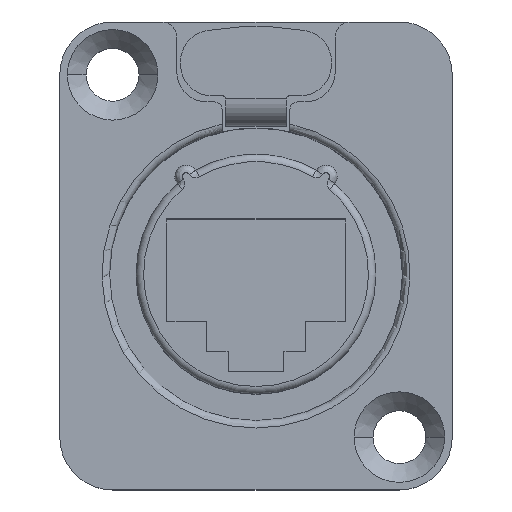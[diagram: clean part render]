
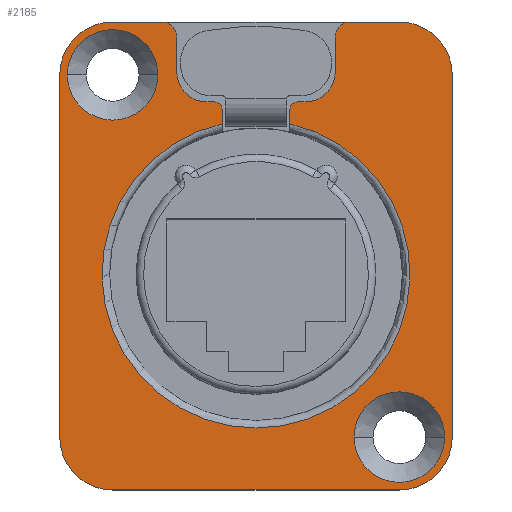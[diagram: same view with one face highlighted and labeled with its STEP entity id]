
A CAD part, top view. The second image highlights one B-rep face of the part: STEP entity #2185.
In plain terms, the highlighted planar face has unit normal (0, 0, 1).
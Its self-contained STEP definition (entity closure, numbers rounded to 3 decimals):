
#423=CARTESIAN_POINT('',(-9.5,12.,2.9));
#424=DIRECTION('',(0.,0.,1.));
#425=DIRECTION('',(1.,0.,0.));
#426=AXIS2_PLACEMENT_3D('',#423,#424,#425);
#428=CARTESIAN_POINT('',(-9.5,12.,2.9));
#429=DIRECTION('',(0.,0.,1.));
#430=DIRECTION('',(-1.,0.,0.));
#431=AXIS2_PLACEMENT_3D('',#428,#429,#430);
#433=CARTESIAN_POINT('',(9.5,-12.,2.9));
#434=DIRECTION('',(0.,0.,1.));
#435=DIRECTION('',(1.,0.,0.));
#436=AXIS2_PLACEMENT_3D('',#433,#434,#435);
#438=CARTESIAN_POINT('',(9.5,-12.,2.9));
#439=DIRECTION('',(0.,0.,1.));
#440=DIRECTION('',(-1.,0.,0.));
#441=AXIS2_PLACEMENT_3D('',#438,#439,#440);
#443=DIRECTION('',(0.,1.,0.));
#444=VECTOR('',#443,0.951);
#445=CARTESIAN_POINT('',(2.25,8.749,2.9));
#446=LINE('',#445,#444);
#447=CARTESIAN_POINT('',(2.75,9.7,2.9));
#448=DIRECTION('',(0.,0.,1.));
#449=DIRECTION('',(0.,1.,0.));
#450=AXIS2_PLACEMENT_3D('',#447,#448,#449);
#452=DIRECTION('',(1.,0.,0.));
#453=VECTOR('',#452,0.5);
#454=CARTESIAN_POINT('',(2.75,10.2,2.9));
#455=LINE('',#454,#453);
#456=CARTESIAN_POINT('',(3.25,12.2,2.9));
#457=DIRECTION('',(0.,0.,1.));
#458=DIRECTION('',(0.,-1.,0.));
#459=AXIS2_PLACEMENT_3D('',#456,#457,#458);
#461=DIRECTION('',(0.,1.,0.));
#462=VECTOR('',#461,2.3);
#463=CARTESIAN_POINT('',(5.25,12.2,2.9));
#464=LINE('',#463,#462);
#465=CARTESIAN_POINT('',(6.25,14.5,2.9));
#466=DIRECTION('',(0.,0.,1.));
#467=DIRECTION('',(0.,1.,0.));
#468=AXIS2_PLACEMENT_3D('',#465,#466,#467);
#470=DIRECTION('',(1.,0.,0.));
#471=VECTOR('',#470,3.25);
#472=CARTESIAN_POINT('',(6.25,15.5,2.9));
#473=LINE('',#472,#471);
#474=CARTESIAN_POINT('',(9.5,12.,2.9));
#475=DIRECTION('',(0.,0.,1.));
#476=DIRECTION('',(1.,0.,0.));
#477=AXIS2_PLACEMENT_3D('',#474,#475,#476);
#479=DIRECTION('',(0.,-1.,0.));
#480=VECTOR('',#479,24.);
#481=CARTESIAN_POINT('',(13.,12.,2.9));
#482=LINE('',#481,#480);
#483=CARTESIAN_POINT('',(9.5,-12.,2.9));
#484=DIRECTION('',(0.,0.,1.));
#485=DIRECTION('',(0.,-1.,0.));
#486=AXIS2_PLACEMENT_3D('',#483,#484,#485);
#488=DIRECTION('',(-1.,0.,0.));
#489=VECTOR('',#488,19.);
#490=CARTESIAN_POINT('',(9.5,-15.5,2.9));
#491=LINE('',#490,#489);
#492=CARTESIAN_POINT('',(-9.5,-12.,2.9));
#493=DIRECTION('',(0.,0.,1.));
#494=DIRECTION('',(-1.,0.,0.));
#495=AXIS2_PLACEMENT_3D('',#492,#493,#494);
#497=DIRECTION('',(0.,1.,0.));
#498=VECTOR('',#497,24.);
#499=CARTESIAN_POINT('',(-13.,-12.,2.9));
#500=LINE('',#499,#498);
#501=CARTESIAN_POINT('',(-9.5,12.,2.9));
#502=DIRECTION('',(0.,0.,1.));
#503=DIRECTION('',(0.,1.,0.));
#504=AXIS2_PLACEMENT_3D('',#501,#502,#503);
#506=DIRECTION('',(1.,0.,0.));
#507=VECTOR('',#506,3.25);
#508=CARTESIAN_POINT('',(-9.5,15.5,2.9));
#509=LINE('',#508,#507);
#510=CARTESIAN_POINT('',(-6.25,14.5,2.9));
#511=DIRECTION('',(0.,0.,1.));
#512=DIRECTION('',(1.,0.,0.));
#513=AXIS2_PLACEMENT_3D('',#510,#511,#512);
#515=DIRECTION('',(0.,-1.,0.));
#516=VECTOR('',#515,2.3);
#517=CARTESIAN_POINT('',(-5.25,14.5,2.9));
#518=LINE('',#517,#516);
#519=CARTESIAN_POINT('',(-3.25,12.2,2.9));
#520=DIRECTION('',(0.,0.,1.));
#521=DIRECTION('',(-1.,0.,0.));
#522=AXIS2_PLACEMENT_3D('',#519,#520,#521);
#524=DIRECTION('',(1.,0.,0.));
#525=VECTOR('',#524,0.5);
#526=CARTESIAN_POINT('',(-3.25,10.2,2.9));
#527=LINE('',#526,#525);
#528=CARTESIAN_POINT('',(-2.75,9.7,2.9));
#529=DIRECTION('',(0.,0.,1.));
#530=DIRECTION('',(1.,0.,0.));
#531=AXIS2_PLACEMENT_3D('',#528,#529,#530);
#533=DIRECTION('',(0.,-1.,0.));
#534=VECTOR('',#533,0.951);
#535=CARTESIAN_POINT('',(-2.25,9.7,2.9));
#536=LINE('',#535,#534);
#788=CARTESIAN_POINT('',(0.,-1.2,2.9));
#789=DIRECTION('',(0.,0.,-1.));
#790=DIRECTION('',(0.221,0.975,0.));
#791=AXIS2_PLACEMENT_3D('',#788,#789,#790);
#1238=CARTESIAN_POINT('',(-13.,-12.,2.9));
#1239=CARTESIAN_POINT('',(-13.,12.,2.9));
#1240=VERTEX_POINT('',#1238);
#1241=VERTEX_POINT('',#1239);
#1242=CARTESIAN_POINT('',(-9.5,15.5,2.9));
#1243=VERTEX_POINT('',#1242);
#1244=CARTESIAN_POINT('',(13.,12.,2.9));
#1245=CARTESIAN_POINT('',(9.5,15.5,2.9));
#1246=VERTEX_POINT('',#1244);
#1247=VERTEX_POINT('',#1245);
#1248=CARTESIAN_POINT('',(13.,-12.,2.9));
#1249=VERTEX_POINT('',#1248);
#1250=CARTESIAN_POINT('',(9.5,-15.5,2.9));
#1251=VERTEX_POINT('',#1250);
#1252=CARTESIAN_POINT('',(-9.5,-15.5,2.9));
#1253=VERTEX_POINT('',#1252);
#1506=CARTESIAN_POINT('',(2.75,10.2,2.9));
#1507=CARTESIAN_POINT('',(2.25,9.7,2.9));
#1508=VERTEX_POINT('',#1506);
#1509=VERTEX_POINT('',#1507);
#1510=CARTESIAN_POINT('',(3.25,10.2,2.9));
#1511=VERTEX_POINT('',#1510);
#1512=CARTESIAN_POINT('',(5.25,12.2,2.9));
#1513=VERTEX_POINT('',#1512);
#1514=CARTESIAN_POINT('',(5.25,14.5,2.9));
#1515=VERTEX_POINT('',#1514);
#1516=CARTESIAN_POINT('',(6.25,15.5,2.9));
#1517=VERTEX_POINT('',#1516);
#1518=CARTESIAN_POINT('',(-5.25,14.5,2.9));
#1519=CARTESIAN_POINT('',(-6.25,15.5,2.9));
#1520=VERTEX_POINT('',#1518);
#1521=VERTEX_POINT('',#1519);
#1522=CARTESIAN_POINT('',(-5.25,12.2,2.9));
#1523=VERTEX_POINT('',#1522);
#1524=CARTESIAN_POINT('',(-3.25,10.2,2.9));
#1525=VERTEX_POINT('',#1524);
#1526=CARTESIAN_POINT('',(-2.75,10.2,2.9));
#1527=VERTEX_POINT('',#1526);
#1528=CARTESIAN_POINT('',(-2.25,9.7,2.9));
#1529=VERTEX_POINT('',#1528);
#1562=CARTESIAN_POINT('',(-6.5,12.,2.9));
#1563=CARTESIAN_POINT('',(-12.5,12.,2.9));
#1564=VERTEX_POINT('',#1562);
#1565=VERTEX_POINT('',#1563);
#1566=CARTESIAN_POINT('',(12.5,-12.,2.9));
#1567=CARTESIAN_POINT('',(6.5,-12.,2.9));
#1568=VERTEX_POINT('',#1566);
#1569=VERTEX_POINT('',#1567);
#1586=CARTESIAN_POINT('',(2.25,8.749,2.9));
#1587=VERTEX_POINT('',#1586);
#1588=CARTESIAN_POINT('',(-2.25,8.749,2.9));
#1589=VERTEX_POINT('',#1588);
#2124=CARTESIAN_POINT('',(0.,0.,2.9));
#2125=DIRECTION('',(0.,0.,-1.));
#2126=DIRECTION('',(0.,-1.,0.));
#2127=AXIS2_PLACEMENT_3D('',#2124,#2125,#2126);
#2128=PLANE('',#2127);
#2130=ORIENTED_EDGE('',*,*,#2129,.T.);
#2132=ORIENTED_EDGE('',*,*,#2131,.F.);
#2134=ORIENTED_EDGE('',*,*,#2133,.T.);
#2136=ORIENTED_EDGE('',*,*,#2135,.T.);
#2138=ORIENTED_EDGE('',*,*,#2137,.T.);
#2140=ORIENTED_EDGE('',*,*,#2139,.F.);
#2142=ORIENTED_EDGE('',*,*,#2141,.T.);
#2144=ORIENTED_EDGE('',*,*,#2143,.F.);
#2146=ORIENTED_EDGE('',*,*,#2145,.T.);
#2148=ORIENTED_EDGE('',*,*,#2147,.F.);
#2150=ORIENTED_EDGE('',*,*,#2149,.T.);
#2152=ORIENTED_EDGE('',*,*,#2151,.F.);
#2154=ORIENTED_EDGE('',*,*,#2153,.T.);
#2156=ORIENTED_EDGE('',*,*,#2155,.F.);
#2158=ORIENTED_EDGE('',*,*,#2157,.T.);
#2160=ORIENTED_EDGE('',*,*,#2159,.F.);
#2162=ORIENTED_EDGE('',*,*,#2161,.T.);
#2164=ORIENTED_EDGE('',*,*,#2163,.T.);
#2166=ORIENTED_EDGE('',*,*,#2165,.T.);
#2168=ORIENTED_EDGE('',*,*,#2167,.F.);
#2170=ORIENTED_EDGE('',*,*,#2169,.T.);
#2172=ORIENTED_EDGE('',*,*,#2171,.F.);
#2173=EDGE_LOOP('',(#2130,#2132,#2134,#2136,#2138,#2140,#2142,#2144,#2146,#2148,
#2150,#2152,#2154,#2156,#2158,#2160,#2162,#2164,#2166,#2168,#2170,#2172));
#2174=FACE_OUTER_BOUND('',#2173,.F.);
#2175=ORIENTED_EDGE('',*,*,#2118,.T.);
#2176=ORIENTED_EDGE('',*,*,#2104,.T.);
#2177=EDGE_LOOP('',(#2175,#2176));
#2178=FACE_BOUND('',#2177,.F.);
#2180=ORIENTED_EDGE('',*,*,#2179,.T.);
#2182=ORIENTED_EDGE('',*,*,#2181,.T.);
#2183=EDGE_LOOP('',(#2180,#2182));
#2184=FACE_BOUND('',#2183,.F.);
#2185=ADVANCED_FACE('',(#2174,#2178,#2184),#2128,.F.);
#427=CIRCLE('',#426,3.);
#432=CIRCLE('',#431,3.);
#437=CIRCLE('',#436,3.);
#442=CIRCLE('',#441,3.);
#451=CIRCLE('',#450,0.5);
#460=CIRCLE('',#459,2.);
#469=CIRCLE('',#468,1.);
#478=CIRCLE('',#477,3.5);
#487=CIRCLE('',#486,3.5);
#496=CIRCLE('',#495,3.5);
#505=CIRCLE('',#504,3.5);
#514=CIRCLE('',#513,1.);
#523=CIRCLE('',#522,2.);
#532=CIRCLE('',#531,0.5);
#792=CIRCLE('',#791,10.2);
#2104=EDGE_CURVE('',#1565,#1564,#432,.T.);
#2118=EDGE_CURVE('',#1564,#1565,#427,.T.);
#2129=EDGE_CURVE('',#1587,#1509,#446,.T.);
#2131=EDGE_CURVE('',#1508,#1509,#451,.T.);
#2133=EDGE_CURVE('',#1508,#1511,#455,.T.);
#2135=EDGE_CURVE('',#1511,#1513,#460,.T.);
#2137=EDGE_CURVE('',#1513,#1515,#464,.T.);
#2139=EDGE_CURVE('',#1517,#1515,#469,.T.);
#2141=EDGE_CURVE('',#1517,#1247,#473,.T.);
#2143=EDGE_CURVE('',#1246,#1247,#478,.T.);
#2145=EDGE_CURVE('',#1246,#1249,#482,.T.);
#2147=EDGE_CURVE('',#1251,#1249,#487,.T.);
#2149=EDGE_CURVE('',#1251,#1253,#491,.T.);
#2151=EDGE_CURVE('',#1240,#1253,#496,.T.);
#2153=EDGE_CURVE('',#1240,#1241,#500,.T.);
#2155=EDGE_CURVE('',#1243,#1241,#505,.T.);
#2157=EDGE_CURVE('',#1243,#1521,#509,.T.);
#2159=EDGE_CURVE('',#1520,#1521,#514,.T.);
#2161=EDGE_CURVE('',#1520,#1523,#518,.T.);
#2163=EDGE_CURVE('',#1523,#1525,#523,.T.);
#2165=EDGE_CURVE('',#1525,#1527,#527,.T.);
#2167=EDGE_CURVE('',#1529,#1527,#532,.T.);
#2169=EDGE_CURVE('',#1529,#1589,#536,.T.);
#2171=EDGE_CURVE('',#1587,#1589,#792,.T.);
#2179=EDGE_CURVE('',#1568,#1569,#437,.T.);
#2181=EDGE_CURVE('',#1569,#1568,#442,.T.);
